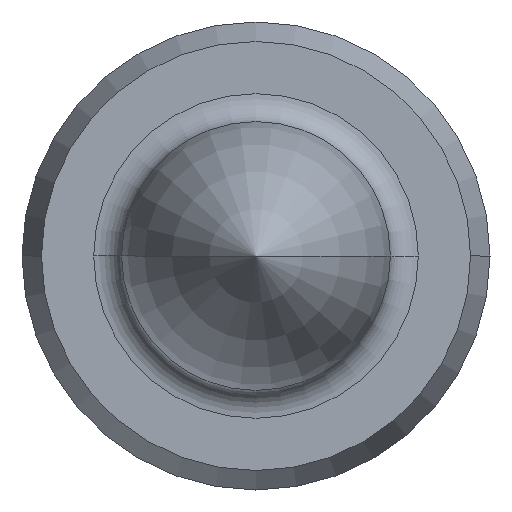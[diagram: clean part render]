
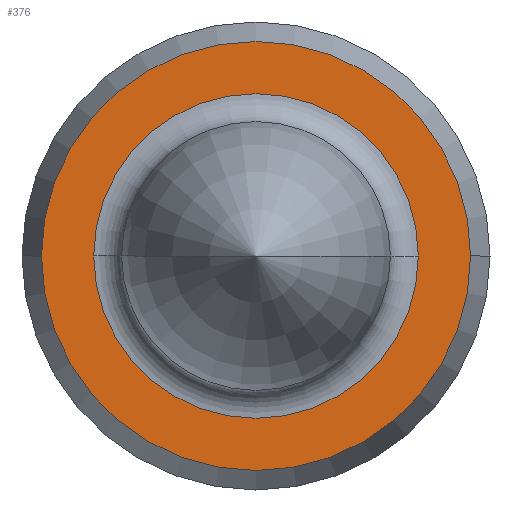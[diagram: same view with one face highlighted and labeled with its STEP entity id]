
A CAD part, left-side view. The second image highlights one B-rep face of the part: STEP entity #376.
In plain terms, the highlighted planar face has unit normal (-1, 0, 0).
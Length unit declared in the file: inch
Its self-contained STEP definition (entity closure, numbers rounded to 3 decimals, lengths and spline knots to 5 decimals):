
#6 = DIRECTION ( 'NONE',  ( 0., -1., 0. ) ) ;
#10 = DIRECTION ( 'NONE',  ( 0., -1., 0. ) ) ;
#52 = CIRCLE ( 'NONE', #342, 0.01165 ) ;
#121 = FACE_BOUND ( 'NONE', #954, .T. ) ;
#166 = DIRECTION ( 'NONE',  ( -1., 0., 0. ) ) ;
#196 = CIRCLE ( 'NONE', #554, 0.01165 ) ;
#213 = CARTESIAN_POINT ( 'NONE',  ( 0.084, 0.0154, 0. ) ) ;
#240 = DIRECTION ( 'NONE',  ( -1., 0., 0. ) ) ;
#266 = EDGE_CURVE ( 'NONE', #662, #685, #860, .T. ) ;
#309 = CARTESIAN_POINT ( 'NONE',  ( 0.084, 0., 0. ) ) ;
#331 = AXIS2_PLACEMENT_3D ( 'NONE', #213, #796, #424 ) ;
#342 = AXIS2_PLACEMENT_3D ( 'NONE', #516, #513, #881 ) ;
#373 = CARTESIAN_POINT ( 'NONE',  ( 0.084, 0.0154, 0. ) ) ;
#376 = ADVANCED_FACE ( 'NONE', ( #121, #518 ), #569, .F. ) ;
#406 = DIRECTION ( 'NONE',  ( 0., -1., 0. ) ) ;
#424 = DIRECTION ( 'NONE',  ( 0., 1., 0. ) ) ;
#444 = CARTESIAN_POINT ( 'NONE',  ( 0.084, 0., 0. ) ) ;
#465 = ORIENTED_EDGE ( 'NONE', *, *, #642, .F. ) ;
#475 = DIRECTION ( 'NONE',  ( -1., 0., 0. ) ) ;
#512 = CARTESIAN_POINT ( 'NONE',  ( 0.084, 0., 0. ) ) ;
#513 = DIRECTION ( 'NONE',  ( -1., 0., 0. ) ) ;
#516 = CARTESIAN_POINT ( 'NONE',  ( 0.084, 0., 0. ) ) ;
#518 = FACE_OUTER_BOUND ( 'NONE', #855, .T. ) ;
#535 = VERTEX_POINT ( 'NONE', #579 ) ;
#538 = ORIENTED_EDGE ( 'NONE', *, *, #962, .T. ) ;
#554 = AXIS2_PLACEMENT_3D ( 'NONE', #309, #240, #10 ) ;
#569 = PLANE ( 'NONE',  #331 ) ;
#579 = CARTESIAN_POINT ( 'NONE',  ( 0.084, -0.01165, 0. ) ) ;
#624 = CARTESIAN_POINT ( 'NONE',  ( 0.084, 0.01165, 0. ) ) ;
#642 = EDGE_CURVE ( 'NONE', #535, #826, #196, .T. ) ;
#648 = CIRCLE ( 'NONE', #728, 0.0154 ) ;
#657 = EDGE_CURVE ( 'NONE', #826, #535, #52, .T. ) ;
#662 = VERTEX_POINT ( 'NONE', #821 ) ;
#685 = VERTEX_POINT ( 'NONE', #373 ) ;
#728 = AXIS2_PLACEMENT_3D ( 'NONE', #512, #475, #406 ) ;
#796 = DIRECTION ( 'NONE',  ( 1., 0., 0. ) ) ;
#821 = CARTESIAN_POINT ( 'NONE',  ( 0.084, -0.0154, 0. ) ) ;
#826 = VERTEX_POINT ( 'NONE', #624 ) ;
#855 = EDGE_LOOP ( 'NONE', ( #928, #538 ) ) ;
#860 = CIRCLE ( 'NONE', #960, 0.0154 ) ;
#881 = DIRECTION ( 'NONE',  ( 0., -1., 0. ) ) ;
#896 = ORIENTED_EDGE ( 'NONE', *, *, #657, .F. ) ;
#928 = ORIENTED_EDGE ( 'NONE', *, *, #266, .T. ) ;
#954 = EDGE_LOOP ( 'NONE', ( #465, #896 ) ) ;
#960 = AXIS2_PLACEMENT_3D ( 'NONE', #444, #166, #6 ) ;
#962 = EDGE_CURVE ( 'NONE', #685, #662, #648, .T. ) ;
